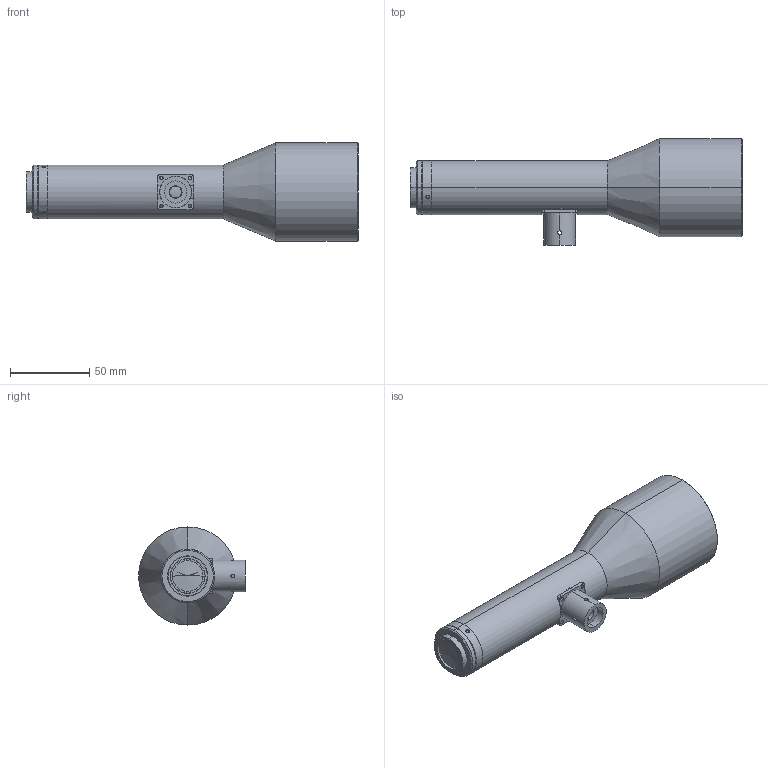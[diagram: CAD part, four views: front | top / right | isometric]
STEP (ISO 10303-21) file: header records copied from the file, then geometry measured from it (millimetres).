
FILE_DESCRIPTION (( 'STEP AP203' ), '1' );
FILE_NAME ('WWK05-220C-110.STEP', '2019-12-03T05:54:48', ( 'Windows 蚚誧' ), ( '' ), 'SwSTEP 2.0', 'SolidWorks 2017', '' );
FILE_SCHEMA (( 'CONFIG_CONTROL_DESIGN' ));
Length unit declared in the file: millimetre
Products named in the file (1): WWK05-220C-110
Bounding box: 209.67 x 67.5 x 62 mm (x, y, z)
Volume: 331641.2 mm3; surface area: 35539.2 mm2
Topology: 3 solids, 3 shells, 129 faces, 326 edges, 206 vertices
Faces by surface type: cylinder 73, plane 33, cone 23
Entity records: 4661 total; most frequent: CARTESIAN_POINT 1480, DIRECTION 650, ORIENTED_EDGE 644, EDGE_CURVE 322, AXIS2_PLACEMENT_3D 260, VERTEX_POINT 206, EDGE_LOOP 152, VECTOR 130
